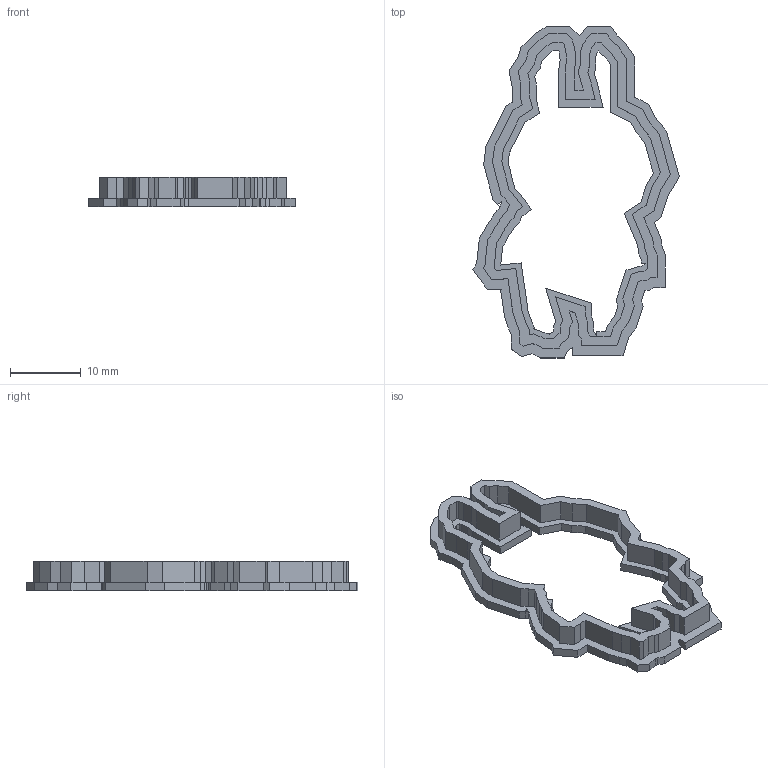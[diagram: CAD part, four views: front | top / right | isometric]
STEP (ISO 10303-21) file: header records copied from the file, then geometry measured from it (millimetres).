
FILE_DESCRIPTION(/* description */ (''),/* implementation_level */ '2;1');
FILE_NAME(/* name */ 'LabubuCuttur.step',/* time_stamp */ '2025-09-20T15:39:13+05:30',/* author */ (''),/* organization */ (''),/* preprocessor_version */ 'ST-DEVELOPER v20.1',/* originating_system */ 'Autodesk Translation Framework v14.10.0.0',/* authorisation */ '');
FILE_SCHEMA (('AUTOMOTIVE_DESIGN { 1 0 10303 214 3 1 1 }'));
Length unit declared in the file: millimetre
Products named in the file (1): 2025-09-20-14-57-46-702
Bounding box: 29.18 x 46.85 x 4.2 mm (x, y, z)
Volume: 1156.3 mm3; surface area: 2191.3 mm2
Topology: 1 solids, 1 shells, 314 faces, 930 edges, 620 vertices
Faces by surface type: plane 314
Entity records: 10311 total; most frequent: CARTESIAN_POINT 1865, ORIENTED_EDGE 1860, DIRECTION 1560, LINE 930, VECTOR 930, EDGE_CURVE 930, VERTEX_POINT 620, EDGE_LOOP 318
